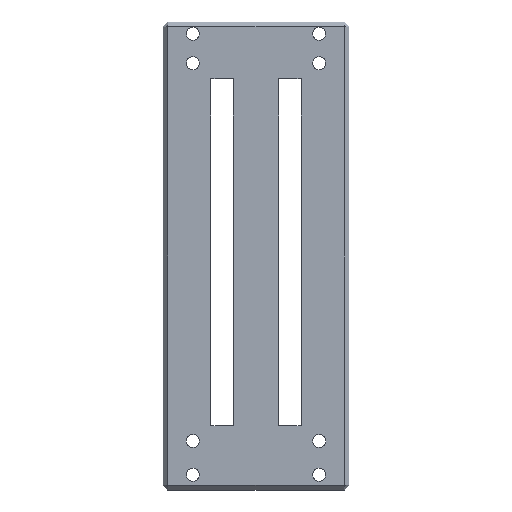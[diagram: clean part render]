
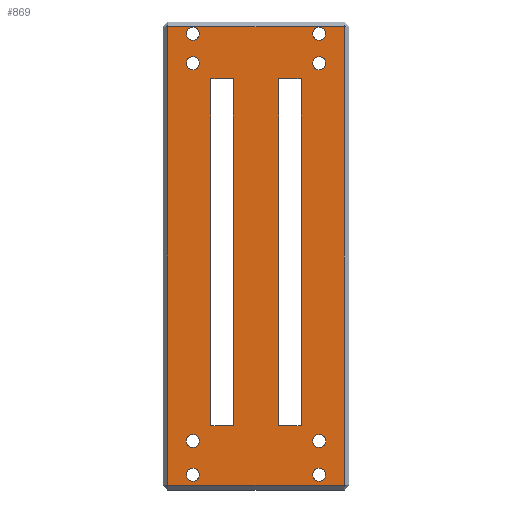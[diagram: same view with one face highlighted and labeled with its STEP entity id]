
A CAD part, front view. The second image highlights one B-rep face of the part: STEP entity #869.
In plain terms, the highlighted planar face has unit normal (0, -1, 0).
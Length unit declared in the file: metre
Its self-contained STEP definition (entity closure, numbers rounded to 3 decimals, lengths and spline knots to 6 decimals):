
#22=LINE('',#1333,#96);
#26=LINE('',#1342,#100);
#29=LINE('',#1348,#103);
#32=LINE('',#1354,#106);
#36=LINE('',#1363,#110);
#39=LINE('',#1369,#113);
#42=LINE('',#1375,#116);
#44=LINE('',#1378,#118);
#52=LINE('',#1410,#126);
#53=LINE('',#1413,#127);
#54=LINE('',#1415,#128);
#55=LINE('',#1417,#129);
#96=VECTOR('',#1077,1.);
#100=VECTOR('',#1083,1.);
#103=VECTOR('',#1088,1.);
#106=VECTOR('',#1093,1.);
#110=VECTOR('',#1099,1.);
#113=VECTOR('',#1104,1.);
#116=VECTOR('',#1109,1.);
#118=VECTOR('',#1113,1.);
#126=VECTOR('',#1141,1.);
#127=VECTOR('',#1142,1.);
#128=VECTOR('',#1143,1.);
#129=VECTOR('',#1144,1.);
#173=PLANE('',#964);
#282=ORIENTED_EDGE('',*,*,#482,.T.);
#283=ORIENTED_EDGE('',*,*,#483,.T.);
#284=ORIENTED_EDGE('',*,*,#484,.T.);
#285=ORIENTED_EDGE('',*,*,#485,.T.);
#286=ORIENTED_EDGE('',*,*,#434,.F.);
#287=ORIENTED_EDGE('',*,*,#420,.F.);
#288=ORIENTED_EDGE('',*,*,#422,.F.);
#289=ORIENTED_EDGE('',*,*,#424,.F.);
#290=ORIENTED_EDGE('',*,*,#426,.T.);
#291=ORIENTED_EDGE('',*,*,#428,.T.);
#292=ORIENTED_EDGE('',*,*,#430,.T.);
#293=ORIENTED_EDGE('',*,*,#432,.T.);
#294=ORIENTED_EDGE('',*,*,#444,.F.);
#295=ORIENTED_EDGE('',*,*,#464,.T.);
#296=ORIENTED_EDGE('',*,*,#451,.F.);
#297=ORIENTED_EDGE('',*,*,#448,.F.);
#298=ORIENTED_EDGE('',*,*,#454,.T.);
#299=ORIENTED_EDGE('',*,*,#466,.F.);
#300=ORIENTED_EDGE('',*,*,#461,.T.);
#301=ORIENTED_EDGE('',*,*,#458,.F.);
#420=EDGE_CURVE('',#528,#528,#602,.T.);
#422=EDGE_CURVE('',#530,#530,#604,.T.);
#424=EDGE_CURVE('',#532,#532,#606,.T.);
#426=EDGE_CURVE('',#534,#534,#608,.T.);
#428=EDGE_CURVE('',#536,#536,#610,.T.);
#430=EDGE_CURVE('',#538,#538,#612,.T.);
#432=EDGE_CURVE('',#540,#540,#614,.T.);
#434=EDGE_CURVE('',#542,#542,#616,.T.);
#444=EDGE_CURVE('',#552,#553,#22,.T.);
#448=EDGE_CURVE('',#553,#556,#26,.T.);
#451=EDGE_CURVE('',#556,#558,#29,.T.);
#454=EDGE_CURVE('',#560,#561,#32,.T.);
#458=EDGE_CURVE('',#560,#564,#36,.T.);
#461=EDGE_CURVE('',#566,#564,#39,.T.);
#464=EDGE_CURVE('',#552,#558,#42,.T.);
#466=EDGE_CURVE('',#566,#561,#44,.T.);
#482=EDGE_CURVE('',#582,#583,#52,.T.);
#483=EDGE_CURVE('',#583,#584,#53,.T.);
#484=EDGE_CURVE('',#584,#585,#54,.T.);
#485=EDGE_CURVE('',#585,#582,#55,.T.);
#528=VERTEX_POINT('',#1276);
#530=VERTEX_POINT('',#1281);
#532=VERTEX_POINT('',#1286);
#534=VERTEX_POINT('',#1291);
#536=VERTEX_POINT('',#1296);
#538=VERTEX_POINT('',#1301);
#540=VERTEX_POINT('',#1306);
#542=VERTEX_POINT('',#1311);
#552=VERTEX_POINT('',#1334);
#553=VERTEX_POINT('',#1335);
#556=VERTEX_POINT('',#1343);
#558=VERTEX_POINT('',#1349);
#560=VERTEX_POINT('',#1355);
#561=VERTEX_POINT('',#1356);
#564=VERTEX_POINT('',#1364);
#566=VERTEX_POINT('',#1370);
#582=VERTEX_POINT('',#1411);
#583=VERTEX_POINT('',#1412);
#584=VERTEX_POINT('',#1414);
#585=VERTEX_POINT('',#1416);
#602=CIRCLE('',#922,0.002875);
#604=CIRCLE('',#925,0.002875);
#606=CIRCLE('',#928,0.002875);
#608=CIRCLE('',#931,0.002875);
#610=CIRCLE('',#934,0.002875);
#612=CIRCLE('',#937,0.002875);
#614=CIRCLE('',#940,0.002875);
#616=CIRCLE('',#943,0.002875);
#669=EDGE_LOOP('',(#282,#283,#284,#285));
#670=EDGE_LOOP('',(#286));
#671=EDGE_LOOP('',(#287));
#672=EDGE_LOOP('',(#288));
#673=EDGE_LOOP('',(#289));
#674=EDGE_LOOP('',(#290));
#675=EDGE_LOOP('',(#291));
#676=EDGE_LOOP('',(#292));
#677=EDGE_LOOP('',(#293));
#678=EDGE_LOOP('',(#294,#295,#296,#297));
#679=EDGE_LOOP('',(#298,#299,#300,#301));
#769=FACE_BOUND('',#669,.T.);
#770=FACE_BOUND('',#670,.T.);
#771=FACE_BOUND('',#671,.T.);
#772=FACE_BOUND('',#672,.T.);
#773=FACE_BOUND('',#673,.T.);
#774=FACE_BOUND('',#674,.T.);
#775=FACE_BOUND('',#675,.T.);
#776=FACE_BOUND('',#676,.T.);
#777=FACE_BOUND('',#677,.T.);
#778=FACE_BOUND('',#678,.T.);
#779=FACE_BOUND('',#679,.T.);
#869=ADVANCED_FACE('',(#769,#770,#771,#772,#773,#774,#775,#776,#777,#778,
#779),#173,.F.);
#922=AXIS2_PLACEMENT_3D('',#1275,#1017,#1018);
#925=AXIS2_PLACEMENT_3D('',#1280,#1023,#1024);
#928=AXIS2_PLACEMENT_3D('',#1285,#1029,#1030);
#931=AXIS2_PLACEMENT_3D('',#1290,#1035,#1036);
#934=AXIS2_PLACEMENT_3D('',#1295,#1041,#1042);
#937=AXIS2_PLACEMENT_3D('',#1300,#1047,#1048);
#940=AXIS2_PLACEMENT_3D('',#1305,#1053,#1054);
#943=AXIS2_PLACEMENT_3D('',#1310,#1059,#1060);
#964=AXIS2_PLACEMENT_3D('',#1409,#1139,#1140);
#1017=DIRECTION('',(0.,-1.,0.));
#1018=DIRECTION('',(0.,0.,-1.));
#1023=DIRECTION('',(0.,-1.,0.));
#1024=DIRECTION('',(0.,0.,-1.));
#1029=DIRECTION('',(0.,-1.,0.));
#1030=DIRECTION('',(0.,0.,-1.));
#1035=DIRECTION('',(0.,1.,0.));
#1036=DIRECTION('',(0.,0.,1.));
#1041=DIRECTION('',(0.,1.,0.));
#1042=DIRECTION('',(0.,0.,1.));
#1047=DIRECTION('',(0.,1.,0.));
#1048=DIRECTION('',(0.,0.,1.));
#1053=DIRECTION('',(0.,1.,0.));
#1054=DIRECTION('',(0.,0.,1.));
#1059=DIRECTION('',(0.,-1.,0.));
#1060=DIRECTION('',(0.,0.,-1.));
#1077=DIRECTION('',(0.,0.,-1.));
#1083=DIRECTION('',(1.,0.,0.));
#1088=DIRECTION('',(0.,0.,1.));
#1093=DIRECTION('',(0.,0.,1.));
#1099=DIRECTION('',(1.,0.,0.));
#1104=DIRECTION('',(0.,0.,-1.));
#1109=DIRECTION('',(1.,0.,0.));
#1113=DIRECTION('',(-1.,0.,0.));
#1139=DIRECTION('',(0.,1.,0.));
#1140=DIRECTION('',(-1.,0.,0.));
#1141=DIRECTION('',(1.,0.,0.));
#1142=DIRECTION('',(0.,0.,1.));
#1143=DIRECTION('',(-1.,0.,0.));
#1144=DIRECTION('',(0.,0.,-1.));
#1275=CARTESIAN_POINT('',(0.028,0.01115,-0.1374));
#1276=CARTESIAN_POINT('',(0.028,0.01115,-0.140275));
#1280=CARTESIAN_POINT('',(-0.028,0.01115,-0.1374));
#1281=CARTESIAN_POINT('',(-0.028,0.01115,-0.140275));
#1285=CARTESIAN_POINT('',(-0.028,0.01115,-0.1224));
#1286=CARTESIAN_POINT('',(-0.028,0.01115,-0.125275));
#1290=CARTESIAN_POINT('',(0.028,0.01115,0.05825));
#1291=CARTESIAN_POINT('',(0.028,0.01115,0.061125));
#1295=CARTESIAN_POINT('',(0.028,0.01115,0.04525));
#1296=CARTESIAN_POINT('',(0.028,0.01115,0.048125));
#1300=CARTESIAN_POINT('',(-0.028,0.01115,0.04525));
#1301=CARTESIAN_POINT('',(-0.028,0.01115,0.048125));
#1305=CARTESIAN_POINT('',(-0.028,0.01115,0.05825));
#1306=CARTESIAN_POINT('',(-0.028,0.01115,0.061125));
#1310=CARTESIAN_POINT('',(0.028,0.01115,-0.1224));
#1311=CARTESIAN_POINT('',(0.028,0.01115,-0.125275));
#1333=CARTESIAN_POINT('',(-0.02,0.01115,-0.037825));
#1334=CARTESIAN_POINT('',(-0.02,0.01115,0.03825));
#1335=CARTESIAN_POINT('',(-0.02,0.01115,-0.11565));
#1342=CARTESIAN_POINT('',(-0.028,0.01115,-0.11565));
#1343=CARTESIAN_POINT('',(-0.01,0.01115,-0.11565));
#1348=CARTESIAN_POINT('',(-0.01,0.01115,-0.129025));
#1349=CARTESIAN_POINT('',(-0.01,0.01115,0.03825));
#1354=CARTESIAN_POINT('',(0.01,0.01115,-0.037825));
#1355=CARTESIAN_POINT('',(0.01,0.01115,-0.11565));
#1356=CARTESIAN_POINT('',(0.01,0.01115,0.03825));
#1363=CARTESIAN_POINT('',(-0.028,0.01115,-0.11565));
#1364=CARTESIAN_POINT('',(0.02,0.01115,-0.11565));
#1369=CARTESIAN_POINT('',(0.02,0.01115,-0.129025));
#1370=CARTESIAN_POINT('',(0.02,0.01115,0.03825));
#1375=CARTESIAN_POINT('',(-0.015,0.01115,0.03825));
#1378=CARTESIAN_POINT('',(0.015,0.01115,0.03825));
#1409=CARTESIAN_POINT('',(0.,0.01115,-0.040325));
#1410=CARTESIAN_POINT('',(0.,0.01115,-0.14215));
#1411=CARTESIAN_POINT('',(-0.03925,0.01115,-0.14215));
#1412=CARTESIAN_POINT('',(0.03925,0.01115,-0.14215));
#1413=CARTESIAN_POINT('',(0.03925,0.01115,0.0635));
#1414=CARTESIAN_POINT('',(0.03925,0.01115,0.0615));
#1415=CARTESIAN_POINT('',(-0.04125,0.01115,0.0615));
#1416=CARTESIAN_POINT('',(-0.03925,0.01115,0.0615));
#1417=CARTESIAN_POINT('',(-0.03925,0.01115,-0.14415));
